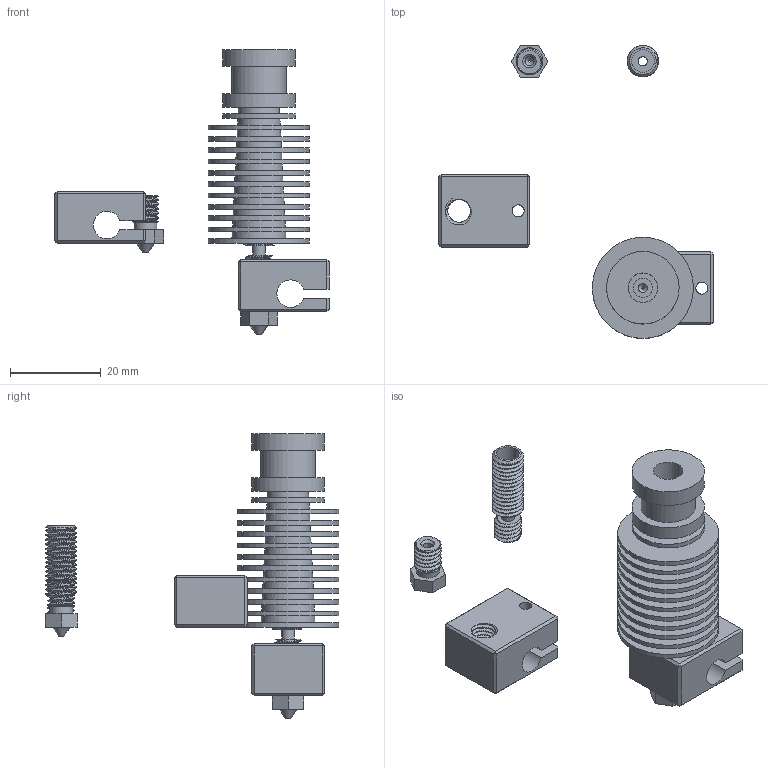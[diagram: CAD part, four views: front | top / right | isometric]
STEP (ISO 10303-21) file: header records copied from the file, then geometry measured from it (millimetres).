
FILE_DESCRIPTION(/* description */ (''),/* implementation_level */ '2;1');
FILE_NAME(/* name */ 'e3d_v6_175.stp',/* time_stamp */ '2014-05-25T11:10:29+02:00',/* author */ (''),/* organization */ (''),/* preprocessor_version */ 'ST-DEVELOPER v15.6',/* originating_system */ 'Autodesk Translator Framework v3.0.0.6910',/* authorisation */ '');
FILE_SCHEMA (('AUTOMOTIVE_DESIGN { 1 0 10303 214 3 1 1 }'));
Length unit declared in the file: centimetre
Products named in the file (7): Nozzle 0.4mm; Heatsink; Heatbreak; Heaterblock; Single parts; Assembly; E3D V6 Hotend 1,75mm universal v6
Bounding box: 60.5 x 64.65 x 62.82 mm (x, y, z)
Volume: 6717.8 mm3; surface area: 27738.3 mm2
Topology: 6 solids, 8 shells, 334 faces, 666 edges, 420 vertices
Faces by surface type: plane 168, cylinder 100, cone 38, bspline 28
Full cylindrical faces by diameter (mm): 0.4 x2, 1 x2, 2 x6, 2.671 x2, 2.8 x2, 4.2 x2, 5 x4, 6.036 x20, 6.5 x2, 12 x2, 16 x6, 22.3 x22
Entity records: 11165 total; most frequent: CARTESIAN_POINT 7989, DIRECTION 638, ORIENTED_EDGE 510, AXIS2_PLACEMENT_3D 278, EDGE_CURVE 255, EDGE_LOOP 253, VERTEX_POINT 188, FACE_OUTER_BOUND 158
